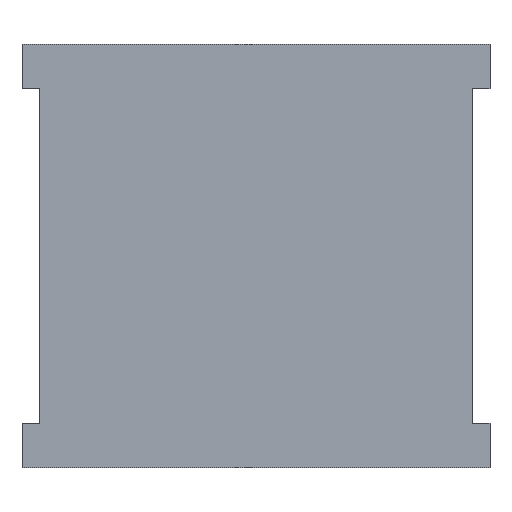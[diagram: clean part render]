
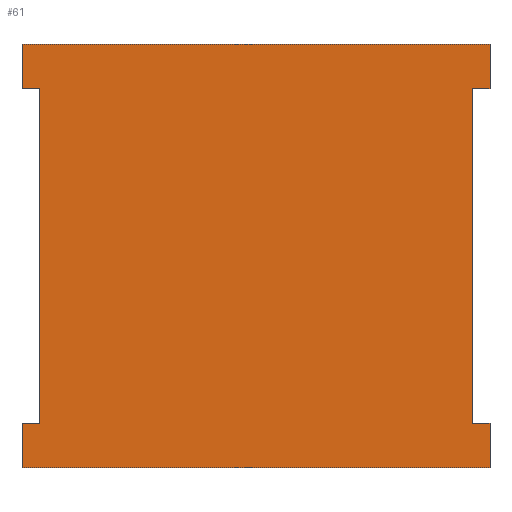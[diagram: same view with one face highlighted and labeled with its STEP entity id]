
A CAD part, front view. The second image highlights one B-rep face of the part: STEP entity #61.
In plain terms, the highlighted planar face has unit normal (0, -1, 0).
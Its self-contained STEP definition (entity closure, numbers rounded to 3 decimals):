
#61=ADVANCED_FACE('NONE',(#127),#128,.T.);
#127=FACE_OUTER_BOUND('',#226,.T.);
#128=PLANE('',#227);
#226=EDGE_LOOP('',(#820,#821,#822,#823,#824,#825,#826,#827,#828,#829,#830,#831));
#227=AXIS2_PLACEMENT_3D('',#832,#833,#834);
#820=ORIENTED_EDGE('',*,*,#1107,.T.);
#821=ORIENTED_EDGE('',*,*,#1108,.T.);
#822=ORIENTED_EDGE('',*,*,#1109,.T.);
#823=ORIENTED_EDGE('',*,*,#1110,.F.);
#824=ORIENTED_EDGE('',*,*,#1111,.F.);
#825=ORIENTED_EDGE('',*,*,#1081,.F.);
#826=ORIENTED_EDGE('',*,*,#1106,.F.);
#827=ORIENTED_EDGE('',*,*,#1086,.F.);
#828=ORIENTED_EDGE('',*,*,#1112,.F.);
#829=ORIENTED_EDGE('',*,*,#1113,.T.);
#830=ORIENTED_EDGE('',*,*,#1114,.T.);
#831=ORIENTED_EDGE('',*,*,#1115,.T.);
#832=CARTESIAN_POINT('',(0.0,-10.5,9.5));
#833=DIRECTION('',(0.0,-1.0,0.0));
#834=DIRECTION('',(0.0,0.0,-1.0));
#1081=EDGE_CURVE('NONE',#1233,#1235,#1236,.T.);
#1086=EDGE_CURVE('NONE',#1242,#1244,#1245,.T.);
#1106=EDGE_CURVE('NONE',#1244,#1233,#1278,.T.);
#1107=EDGE_CURVE('NONE',#1279,#1280,#1281,.T.);
#1108=EDGE_CURVE('NONE',#1280,#1282,#1283,.T.);
#1109=EDGE_CURVE('NONE',#1282,#1284,#1285,.T.);
#1110=EDGE_CURVE('NONE',#1286,#1284,#1287,.T.);
#1111=EDGE_CURVE('NONE',#1235,#1286,#1288,.T.);
#1112=EDGE_CURVE('NONE',#1289,#1242,#1290,.T.);
#1113=EDGE_CURVE('NONE',#1289,#1291,#1292,.T.);
#1114=EDGE_CURVE('NONE',#1291,#1293,#1294,.T.);
#1115=EDGE_CURVE('NONE',#1293,#1279,#1295,.T.);
#1233=VERTEX_POINT('NONE',#1464);
#1235=VERTEX_POINT('NONE',#1467);
#1236=LINE('',#1468,#1469);
#1242=VERTEX_POINT('NONE',#1478);
#1244=VERTEX_POINT('NONE',#1481);
#1245=LINE('',#1482,#1483);
#1278=LINE('',#1633,#1634);
#1279=VERTEX_POINT('NONE',#1635);
#1280=VERTEX_POINT('NONE',#1636);
#1281=LINE('',#1637,#1638);
#1282=VERTEX_POINT('NONE',#1639);
#1283=LINE('',#1640,#1641);
#1284=VERTEX_POINT('NONE',#1642);
#1285=LINE('',#1643,#1644);
#1286=VERTEX_POINT('NONE',#1645);
#1287=LINE('',#1646,#1647);
#1288=LINE('',#1648,#1649);
#1289=VERTEX_POINT('NONE',#1650);
#1290=LINE('',#1651,#1652);
#1291=VERTEX_POINT('NONE',#1653);
#1292=LINE('',#1654,#1655);
#1293=VERTEX_POINT('NONE',#1656);
#1294=LINE('',#1657,#1658);
#1295=LINE('',#1659,#1660);
#1464=CARTESIAN_POINT('',(20.2,-10.5,-7.5));
#1467=CARTESIAN_POINT('',(21.0,-10.5,-7.5));
#1468=CARTESIAN_POINT('',(21.0,-10.5,-7.5));
#1469=VECTOR('',#2091,1000.0);
#1478=CARTESIAN_POINT('',(21.0,-10.5,7.5));
#1481=CARTESIAN_POINT('',(20.2,-10.5,7.5));
#1482=CARTESIAN_POINT('',(19.7,-10.5,7.5));
#1483=VECTOR('',#2096,1000.0);
#1633=CARTESIAN_POINT('',(20.2,-10.5,1.75));
#1634=VECTOR('',#2116,1000.0);
#1635=CARTESIAN_POINT('',(0.8,-10.5,7.5));
#1636=CARTESIAN_POINT('',(0.8,-10.5,-7.5));
#1637=CARTESIAN_POINT('',(0.8,-10.5,1.75));
#1638=VECTOR('',#2117,1000.0);
#1639=CARTESIAN_POINT('',(0.,-10.5,-7.5));
#1640=CARTESIAN_POINT('',(0.,-10.5,-7.5));
#1641=VECTOR('',#2118,1000.0);
#1642=CARTESIAN_POINT('',(0.0,-10.5,-9.5));
#1643=CARTESIAN_POINT('',(0.0,-10.5,9.5));
#1644=VECTOR('',#2119,1000.0);
#1645=CARTESIAN_POINT('',(21.0,-10.5,-9.5));
#1646=CARTESIAN_POINT('',(0.0,-10.5,-9.5));
#1647=VECTOR('',#2120,1000.0);
#1648=CARTESIAN_POINT('',(21.0,-10.5,9.5));
#1649=VECTOR('',#2121,1000.0);
#1650=CARTESIAN_POINT('',(21.0,-10.5,9.5));
#1651=CARTESIAN_POINT('',(21.0,-10.5,9.5));
#1652=VECTOR('',#2122,1000.0);
#1653=CARTESIAN_POINT('',(0.0,-10.5,9.5));
#1654=CARTESIAN_POINT('',(0.0,-10.5,9.5));
#1655=VECTOR('',#2123,1000.0);
#1656=CARTESIAN_POINT('',(0.,-10.5,7.5));
#1657=CARTESIAN_POINT('',(0.0,-10.5,9.5));
#1658=VECTOR('',#2124,1000.0);
#1659=CARTESIAN_POINT('',(1.3,-10.5,7.5));
#1660=VECTOR('',#2125,1000.0);
#2091=DIRECTION('',(1.0,0.,0.));
#2096=DIRECTION('',(-1.0,0.,0.));
#2116=DIRECTION('',(0.,0.,-1.0));
#2117=DIRECTION('',(0.,0.0,-1.0));
#2118=DIRECTION('',(-1.0,0.0,0.));
#2119=DIRECTION('',(-0.0,-0.0,-1.0));
#2120=DIRECTION('',(-1.0,0.0,-0.0));
#2121=DIRECTION('',(-0.0,-0.0,-1.0));
#2122=DIRECTION('',(-0.0,-0.0,-1.0));
#2123=DIRECTION('',(-1.0,0.0,-0.0));
#2124=DIRECTION('',(-0.0,-0.0,-1.0));
#2125=DIRECTION('',(1.0,0.0,0.));
